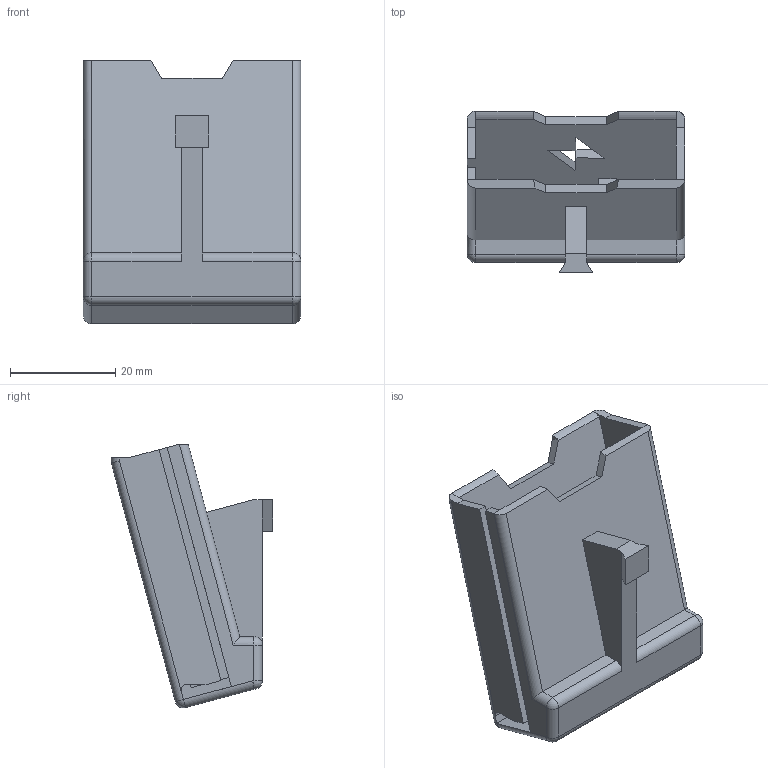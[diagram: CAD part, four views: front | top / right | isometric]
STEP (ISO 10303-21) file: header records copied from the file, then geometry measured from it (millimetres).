
FILE_DESCRIPTION(/* description */ (''),/* implementation_level */ '2;1');
FILE_NAME(/* name */ 'backpack_casio_battery v24.step',/* time_stamp */ '2022-09-10T23:20:32+09:00',/* author */ (''),/* organization */ (''),/* preprocessor_version */ 'ST-DEVELOPER v19',/* originating_system */ 'Autodesk Translation Framework v11.7.0.108',/* authorisation */ '');
FILE_SCHEMA (('AUTOMOTIVE_DESIGN { 1 0 10303 214 3 1 1 }'));
Length unit declared in the file: millimetre
Products named in the file (1): backpack_casio_battery
Bounding box: 41.3 x 30.67 x 50.05 mm (x, y, z)
Volume: 10736 mm3; surface area: 11643.7 mm2
Topology: 1 solids, 1 shells, 95 faces, 235 edges, 143 vertices
Faces by surface type: plane 68, cylinder 21, sphere 6
Entity records: 2764 total; most frequent: CARTESIAN_POINT 474, ORIENTED_EDGE 470, DIRECTION 464, EDGE_CURVE 235, LINE 198, VECTOR 198, VERTEX_POINT 143, AXIS2_PLACEMENT_3D 133
